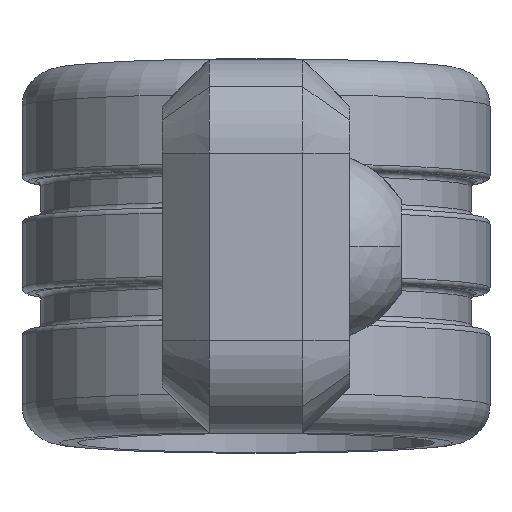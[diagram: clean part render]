
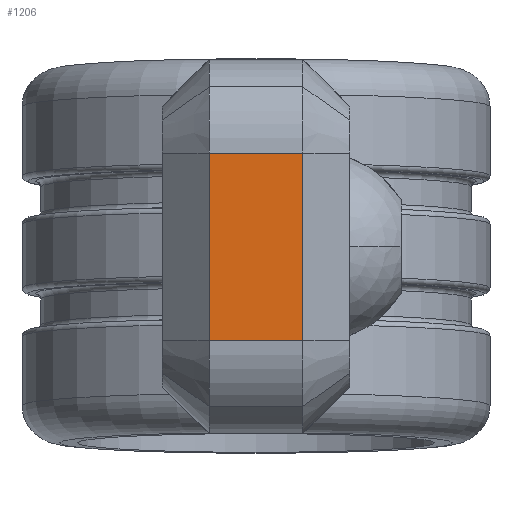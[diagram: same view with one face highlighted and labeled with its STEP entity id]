
A CAD part, left-side view. The second image highlights one B-rep face of the part: STEP entity #1206.
In plain terms, the highlighted planar face has unit normal (-1, 0, 0).
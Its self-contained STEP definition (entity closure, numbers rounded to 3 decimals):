
#1206=ADVANCED_FACE('',(#2424),#2425,.T.);
#2424=FACE_OUTER_BOUND('',#3645,.T.);
#2425=PLANE('',#3646);
#3645=EDGE_LOOP('',(#7250,#7251,#7252,#7253));
#3646=AXIS2_PLACEMENT_3D('',#7254,#7255,#7256);
#7250=ORIENTED_EDGE('',*,*,#8384,.F.);
#7251=ORIENTED_EDGE('',*,*,#8796,.F.);
#7252=ORIENTED_EDGE('',*,*,#8379,.F.);
#7253=ORIENTED_EDGE('',*,*,#8536,.F.);
#7254=CARTESIAN_POINT('',(-2.5,5.0,12.562));
#7255=DIRECTION('',(-1.0,0.0,0.0));
#7256=DIRECTION('',(0.0,0.0,1.0));
#8379=EDGE_CURVE('',#10417,#10415,#10419,.T.);
#8384=EDGE_CURVE('',#9726,#9605,#10424,.T.);
#8536=EDGE_CURVE('',#9605,#10417,#10628,.T.);
#8796=EDGE_CURVE('',#10415,#9726,#10928,.T.);
#9605=VERTEX_POINT('',#11975);
#9726=VERTEX_POINT('',#12124);
#10415=VERTEX_POINT('',#12979);
#10417=VERTEX_POINT('',#12982);
#10419=LINE('',#12985,#12986);
#10424=LINE('',#12992,#12993);
#10628=LINE('',#13241,#13242);
#10928=LINE('',#13599,#13600);
#11975=CARTESIAN_POINT('',(-2.5,12.5,7.562));
#12124=CARTESIAN_POINT('',(-2.5,12.5,-2.438));
#12979=CARTESIAN_POINT('',(-2.5,7.5,-2.438));
#12982=CARTESIAN_POINT('',(-2.5,7.5,7.562));
#12985=CARTESIAN_POINT('',(-2.5,7.5,12.562));
#12986=VECTOR('',#15192,1.0);
#12992=CARTESIAN_POINT('',(-2.5,12.5,12.562));
#12993=VECTOR('',#15194,1.0);
#13241=CARTESIAN_POINT('',(-2.5,5.0,7.562));
#13242=VECTOR('',#15434,1.0);
#13599=CARTESIAN_POINT('',(-2.5,10.0,-2.438));
#13600=VECTOR('',#15777,1.0);
#15192=DIRECTION('',(0.0,0.0,-1.0));
#15194=DIRECTION('',(0.0,0.0,1.0));
#15434=DIRECTION('',(0.0,-1.0,0.0));
#15777=DIRECTION('',(0.0,1.0,0.0));
